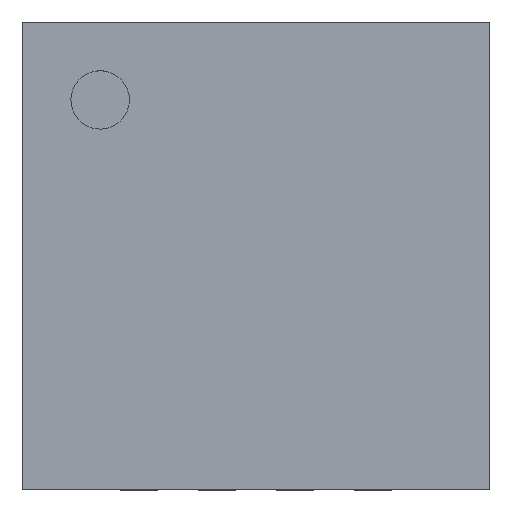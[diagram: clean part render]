
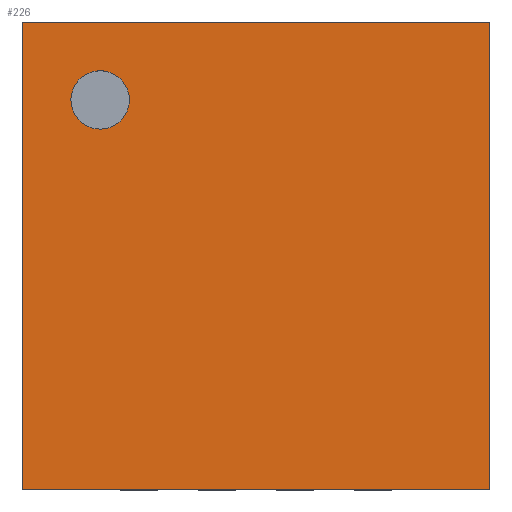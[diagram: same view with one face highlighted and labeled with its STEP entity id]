
A CAD part, top view. The second image highlights one B-rep face of the part: STEP entity #226.
In plain terms, the highlighted planar face has unit normal (0, 0, 1).
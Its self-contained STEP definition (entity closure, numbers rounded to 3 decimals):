
#162 = VERTEX_POINT('',#163);
#163 = CARTESIAN_POINT('',(0.,0.,0.9));
#178 = VERTEX_POINT('',#179);
#179 = CARTESIAN_POINT('',(0.,3.,0.9));
#185 = EDGE_CURVE('',#162,#178,#186,.T.);
#186 = LINE('',#187,#188);
#187 = CARTESIAN_POINT('',(0.,0.,0.9));
#188 = VECTOR('',#189,1.);
#189 = DIRECTION('',(0.,1.,0.));
#208 = EDGE_CURVE('',#162,#209,#211,.T.);
#209 = VERTEX_POINT('',#210);
#210 = CARTESIAN_POINT('',(3.,0.,0.9));
#211 = LINE('',#212,#213);
#212 = CARTESIAN_POINT('',(0.,0.,0.9));
#213 = VECTOR('',#214,1.);
#214 = DIRECTION('',(1.,0.,0.));
#226 = ADVANCED_FACE('',(#227,#245),#256,.T.);
#227 = FACE_BOUND('',#228,.T.);
#228 = EDGE_LOOP('',(#229,#230,#231,#239));
#229 = ORIENTED_EDGE('',*,*,#185,.F.);
#230 = ORIENTED_EDGE('',*,*,#208,.T.);
#231 = ORIENTED_EDGE('',*,*,#232,.T.);
#232 = EDGE_CURVE('',#209,#233,#235,.T.);
#233 = VERTEX_POINT('',#234);
#234 = CARTESIAN_POINT('',(3.,3.,0.9));
#235 = LINE('',#236,#237);
#236 = CARTESIAN_POINT('',(3.,0.,0.9));
#237 = VECTOR('',#238,1.);
#238 = DIRECTION('',(0.,1.,0.));
#239 = ORIENTED_EDGE('',*,*,#240,.F.);
#240 = EDGE_CURVE('',#178,#233,#241,.T.);
#241 = LINE('',#242,#243);
#242 = CARTESIAN_POINT('',(0.,3.,0.9));
#243 = VECTOR('',#244,1.);
#244 = DIRECTION('',(1.,0.,0.));
#245 = FACE_BOUND('',#246,.T.);
#246 = EDGE_LOOP('',(#247));
#247 = ORIENTED_EDGE('',*,*,#248,.F.);
#248 = EDGE_CURVE('',#249,#249,#251,.T.);
#249 = VERTEX_POINT('',#250);
#250 = CARTESIAN_POINT('',(0.688,2.5,0.9));
#251 = CIRCLE('',#252,0.188);
#252 = AXIS2_PLACEMENT_3D('',#253,#254,#255);
#253 = CARTESIAN_POINT('',(0.5,2.5,0.9));
#254 = DIRECTION('',(0.,0.,1.));
#255 = DIRECTION('',(1.,0.,0.));
#256 = PLANE('',#257);
#257 = AXIS2_PLACEMENT_3D('',#258,#259,#260);
#258 = CARTESIAN_POINT('',(0.,0.,0.9));
#259 = DIRECTION('',(0.,0.,1.));
#260 = DIRECTION('',(1.,0.,0.));
